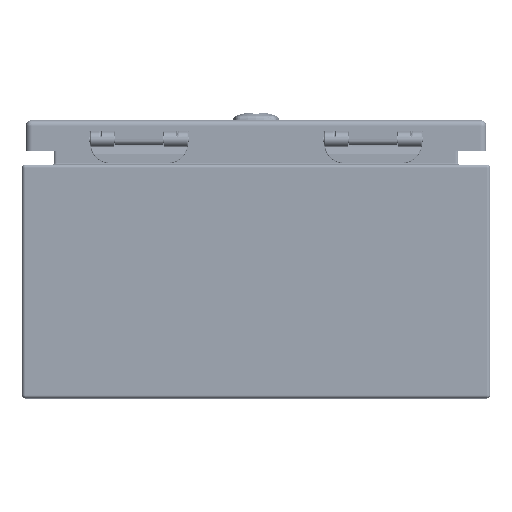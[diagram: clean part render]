
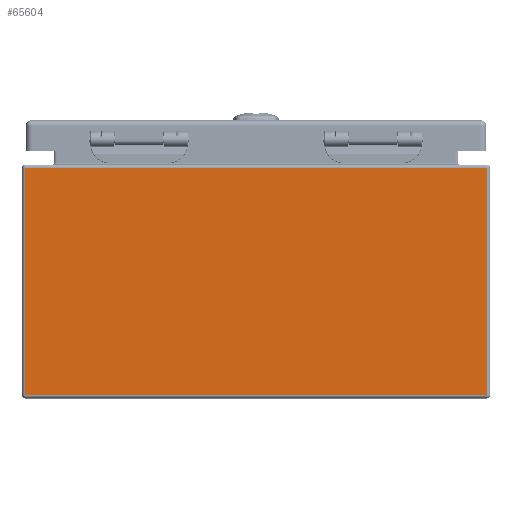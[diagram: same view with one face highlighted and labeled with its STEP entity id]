
A CAD part, left-side view. The second image highlights one B-rep face of the part: STEP entity #65604.
In plain terms, the highlighted planar face has unit normal (-1, 0, 0).
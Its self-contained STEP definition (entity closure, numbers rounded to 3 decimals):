
#6754=LINE('',#91958,#10782);
#6755=LINE('',#91965,#10783);
#6756=LINE('',#91967,#10784);
#6757=LINE('',#91968,#10785);
#10782=VECTOR('',#76338,0.394);
#10783=VECTOR('',#76347,0.394);
#10784=VECTOR('',#76348,0.394);
#10785=VECTOR('',#76349,0.394);
#15851=FACE_OUTER_BOUND('',#19915,.T.);
#19915=EDGE_LOOP('',(#43595,#43596,#43597,#43598));
#26606=VERTEX_POINT('',#91947);
#26609=VERTEX_POINT('',#91954);
#26612=VERTEX_POINT('',#91964);
#26613=VERTEX_POINT('',#91966);
#33139=EDGE_CURVE('',#26606,#26609,#6754,.T.);
#33142=EDGE_CURVE('',#26612,#26606,#6755,.T.);
#33143=EDGE_CURVE('',#26613,#26612,#6756,.T.);
#33144=EDGE_CURVE('',#26613,#26609,#6757,.T.);
#43595=ORIENTED_EDGE('',*,*,#33139,.F.);
#43596=ORIENTED_EDGE('',*,*,#33142,.F.);
#43597=ORIENTED_EDGE('',*,*,#33143,.F.);
#43598=ORIENTED_EDGE('',*,*,#33144,.T.);
#64169=PLANE('',#70525);
#65604=ADVANCED_FACE('',(#15851),#64169,.F.);
#70525=AXIS2_PLACEMENT_3D('',#91963,#76345,#76346);
#76338=DIRECTION('',(0.,0.,-1.));
#76345=DIRECTION('center_axis',(1.,0.,0.));
#76346=DIRECTION('ref_axis',(0.,0.,-1.));
#76347=DIRECTION('',(0.,-1.,0.));
#76348=DIRECTION('',(0.,0.,1.));
#76349=DIRECTION('',(0.,-1.,0.));
#91947=CARTESIAN_POINT('',(-12.,-5.916,5.916));
#91954=CARTESIAN_POINT('',(-12.,-5.916,0.084));
#91958=CARTESIAN_POINT('',(-12.,-5.916,5.916));
#91963=CARTESIAN_POINT('Origin',(-12.,-5.078,5.916));
#91964=CARTESIAN_POINT('',(-12.,5.916,5.916));
#91965=CARTESIAN_POINT('',(-12.,5.078,5.916));
#91966=CARTESIAN_POINT('',(-12.,5.916,0.084));
#91967=CARTESIAN_POINT('',(-12.,5.916,5.916));
#91968=CARTESIAN_POINT('',(-12.,0.,0.084));
